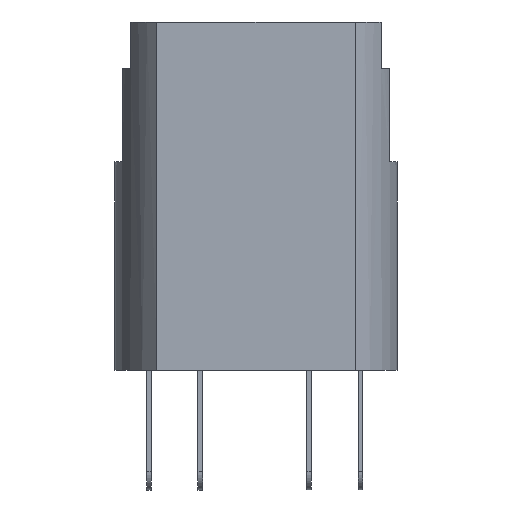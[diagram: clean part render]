
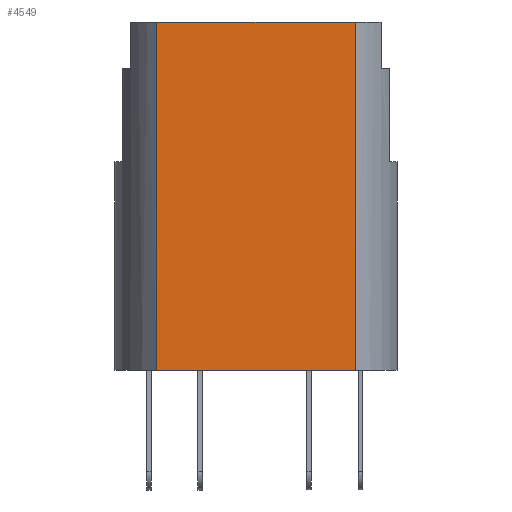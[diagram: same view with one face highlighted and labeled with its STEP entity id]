
A CAD part, front view. The second image highlights one B-rep face of the part: STEP entity #4549.
In plain terms, the highlighted planar face has unit normal (0, -1, 0).
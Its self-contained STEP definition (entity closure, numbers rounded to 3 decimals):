
#385=FACE_OUTER_BOUND('',#630,.T.);
#630=EDGE_LOOP('',(#4023,#4024,#4025,#4026));
#1187=LINE('',#7291,#1759);
#1191=LINE('',#7306,#1763);
#1195=LINE('',#7317,#1767);
#1210=LINE('',#7357,#1782);
#1759=VECTOR('',#5963,10.);
#1763=VECTOR('',#5977,10.);
#1767=VECTOR('',#5987,10.);
#1782=VECTOR('',#6032,10.);
#2187=VERTEX_POINT('',#7288);
#2188=VERTEX_POINT('',#7290);
#2194=VERTEX_POINT('',#7304);
#2198=VERTEX_POINT('',#7315);
#2808=EDGE_CURVE('',#2187,#2188,#1187,.T.);
#2816=EDGE_CURVE('',#2194,#2187,#1191,.T.);
#2822=EDGE_CURVE('',#2194,#2198,#1195,.T.);
#2842=EDGE_CURVE('',#2198,#2188,#1210,.T.);
#4023=ORIENTED_EDGE('',*,*,#2842,.T.);
#4024=ORIENTED_EDGE('',*,*,#2808,.F.);
#4025=ORIENTED_EDGE('',*,*,#2816,.F.);
#4026=ORIENTED_EDGE('',*,*,#2822,.T.);
#4314=PLANE('',#4860);
#4549=ADVANCED_FACE('',(#385),#4314,.T.);
#4860=AXIS2_PLACEMENT_3D('',#7356,#6030,#6031);
#5963=DIRECTION('',(0.,0.,-1.));
#5977=DIRECTION('',(1.,0.,0.));
#5987=DIRECTION('',(0.,0.,-1.));
#6030=DIRECTION('center_axis',(0.,-1.,0.));
#6031=DIRECTION('ref_axis',(-1.,0.,0.));
#6032=DIRECTION('',(1.,0.,0.));
#7288=CARTESIAN_POINT('',(6.456,-6.5,22.4));
#7290=CARTESIAN_POINT('',(6.456,-6.5,0.));
#7291=CARTESIAN_POINT('',(6.456,-6.5,22.4));
#7304=CARTESIAN_POINT('',(-6.281,-6.5,22.4));
#7306=CARTESIAN_POINT('',(-6.281,-6.5,22.4));
#7315=CARTESIAN_POINT('',(-6.281,-6.5,0.));
#7317=CARTESIAN_POINT('',(-6.281,-6.5,22.4));
#7356=CARTESIAN_POINT('Origin',(6.456,-6.5,22.4));
#7357=CARTESIAN_POINT('',(3.272,-6.5,0.));
